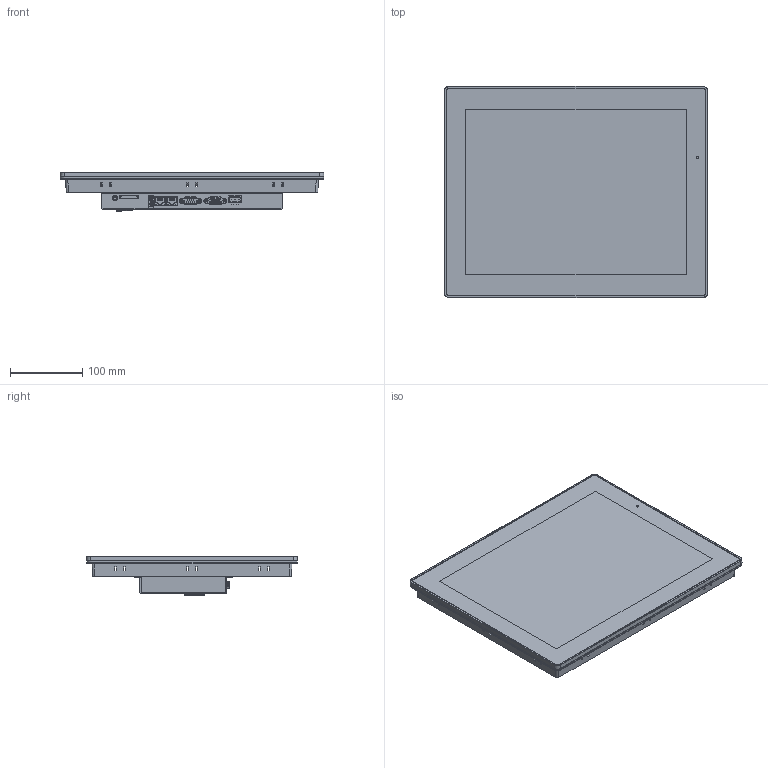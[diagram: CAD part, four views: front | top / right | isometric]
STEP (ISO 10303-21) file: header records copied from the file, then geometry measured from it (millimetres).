
FILE_DESCRIPTION (( 'STEP AP203' ), '1' );
FILE_NAME ('cMT3152X.STEP', '2020-04-13T03:52:44', ( 'Annayang' ), ( '' ), 'SwSTEP 2.0', 'SolidWorks 2011', '' );
FILE_SCHEMA (( 'CONFIG_CONTROL_DESIGN' ));
Products named in the file (1): cMT3152X
Bounding box: 366 x 293 x 54 mm (x, y, z)
Surface area: 393975.1 mm2 (no closed solid volume)
Topology: 0 solids, 78 shells, 1061 faces, 4517 edges, 3541 vertices
Faces by surface type: plane 463, cylinder 384, cone 102, bspline 74, torus 34, sphere 4
Entity records: 53420 total; most frequent: CARTESIAN_POINT 18210, ORIENTED_EDGE 6727, DIRECTION 6648, EDGE_CURVE 4515, VERTEX_POINT 3541, LINE 2680, VECTOR 2680, AXIS2_PLACEMENT_3D 1984
